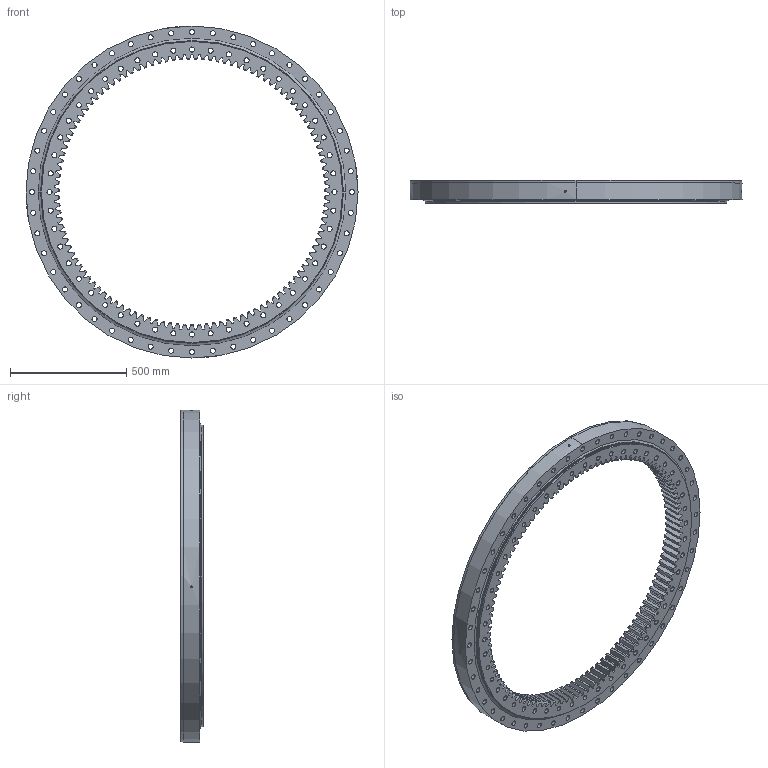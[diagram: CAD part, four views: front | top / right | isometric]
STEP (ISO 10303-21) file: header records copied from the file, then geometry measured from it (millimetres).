
FILE_DESCRIPTION (( 'STEP AP203' ), '1' );
FILE_NAME ('07-1304-04.STEP', '2017-12-27T12:01:57', ( 'defontaine' ), ( 'Hewlett-Packard Company' ), 'SwSTEP 2.0', 'SolidWorks 2016', '' );
FILE_SCHEMA (( 'CONFIG_CONTROL_DESIGN' ));
Length unit declared in the file: millimetre
Products named in the file (1): 07-1304-04
Bounding box: 1431 x 97 x 1431 mm (x, y, z)
Volume: 38499357.8 mm3; surface area: 3706958.5 mm2
Topology: 5 solids, 5 shells, 969 faces, 2843 edges, 1886 vertices
Faces by surface type: cylinder 451, cone 247, plane 246, torus 25
Entity records: 34135 total; most frequent: CARTESIAN_POINT 7687, ORIENTED_EDGE 5686, DIRECTION 5484, EDGE_CURVE 2843, AXIS2_PLACEMENT_3D 2163, VERTEX_POINT 1886, CIRCLE 1193, EDGE_LOOP 1179
